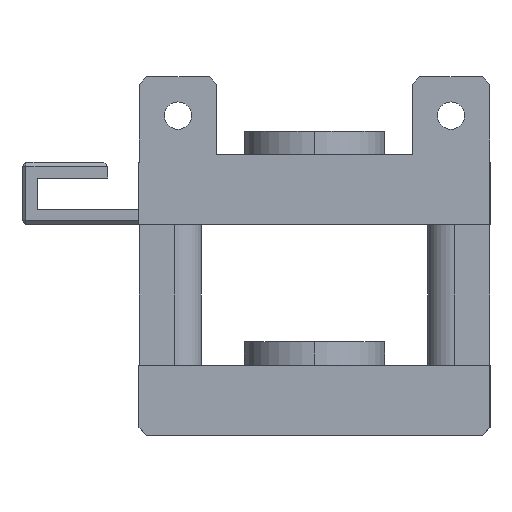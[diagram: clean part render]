
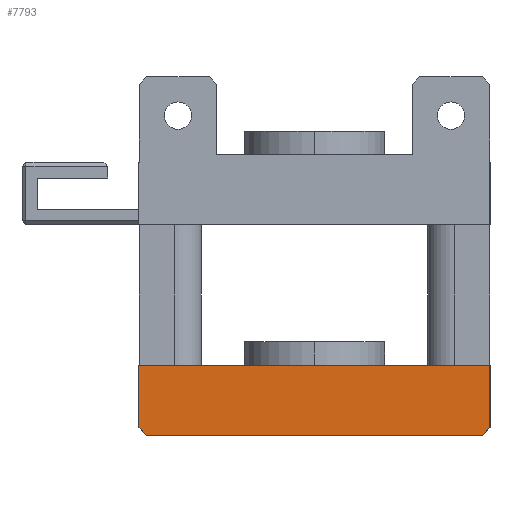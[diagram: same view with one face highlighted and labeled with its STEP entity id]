
A CAD part, left-side view. The second image highlights one B-rep face of the part: STEP entity #7793.
In plain terms, the highlighted planar face has unit normal (-1, 0, 0).
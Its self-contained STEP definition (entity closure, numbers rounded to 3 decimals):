
#257 = DIRECTION ( 'NONE',  ( 0., 0., -1. ) ) ;
#323 = CARTESIAN_POINT ( 'NONE',  ( 75.048, 147.076, 113.089 ) ) ;
#373 = LINE ( 'NONE', #323, #4458 ) ;
#635 = ORIENTED_EDGE ( 'NONE', *, *, #3784, .T. ) ;
#699 = CARTESIAN_POINT ( 'NONE',  ( 75.048, 169.576, 122.089 ) ) ;
#856 = CARTESIAN_POINT ( 'NONE',  ( 75.048, 168.576, 113.089 ) ) ;
#1399 = CARTESIAN_POINT ( 'NONE',  ( 75.048, 125.576, 113.089 ) ) ;
#1482 = ORIENTED_EDGE ( 'NONE', *, *, #2959, .T. ) ;
#1547 = EDGE_LOOP ( 'NONE', ( #4055, #7873, #2407, #8746, #1482, #635 ) ) ;
#2024 = LINE ( 'NONE', #6324, #7709 ) ;
#2298 = CARTESIAN_POINT ( 'NONE',  ( 75.048, 124.576, 114.089 ) ) ;
#2370 = DIRECTION ( 'NONE',  ( 1., 0., 0. ) ) ;
#2400 = VERTEX_POINT ( 'NONE', #2298 ) ;
#2407 = ORIENTED_EDGE ( 'NONE', *, *, #2564, .F. ) ;
#2564 = EDGE_CURVE ( 'NONE', #5829, #2400, #2024, .T. ) ;
#2629 = CARTESIAN_POINT ( 'NONE',  ( 75.048, 124.576, 114.089 ) ) ;
#2719 = VECTOR ( 'NONE', #3377, 1000. ) ;
#2959 = EDGE_CURVE ( 'NONE', #3087, #5558, #4222, .T. ) ;
#3058 = CARTESIAN_POINT ( 'NONE',  ( 75.048, 168.576, 113.089 ) ) ;
#3087 = VERTEX_POINT ( 'NONE', #6109 ) ;
#3142 = EDGE_CURVE ( 'NONE', #5380, #5731, #373, .T. ) ;
#3294 = CARTESIAN_POINT ( 'NONE',  ( 75.048, 169.576, 114.089 ) ) ;
#3377 = DIRECTION ( 'NONE',  ( 0., -0.707, 0.707 ) ) ;
#3421 = LINE ( 'NONE', #2629, #2719 ) ;
#3513 = DIRECTION ( 'NONE',  ( 0., 0., -1. ) ) ;
#3767 = FACE_OUTER_BOUND ( 'NONE', #1547, .T. ) ;
#3784 = EDGE_CURVE ( 'NONE', #5558, #5380, #5027, .T. ) ;
#4055 = ORIENTED_EDGE ( 'NONE', *, *, #3142, .T. ) ;
#4222 = LINE ( 'NONE', #699, #4901 ) ;
#4458 = VECTOR ( 'NONE', #4632, 1000. ) ;
#4517 = PLANE ( 'NONE',  #7028 ) ;
#4632 = DIRECTION ( 'NONE',  ( 0., -1., 0. ) ) ;
#4901 = VECTOR ( 'NONE', #3513, 1000. ) ;
#5027 = LINE ( 'NONE', #856, #6387 ) ;
#5380 = VERTEX_POINT ( 'NONE', #3058 ) ;
#5558 = VERTEX_POINT ( 'NONE', #3294 ) ;
#5731 = VERTEX_POINT ( 'NONE', #1399 ) ;
#5829 = VERTEX_POINT ( 'NONE', #5968 ) ;
#5968 = CARTESIAN_POINT ( 'NONE',  ( 75.048, 124.576, 122.089 ) ) ;
#6109 = CARTESIAN_POINT ( 'NONE',  ( 75.048, 169.576, 122.089 ) ) ;
#6279 = DIRECTION ( 'NONE',  ( 0., 0., -1. ) ) ;
#6324 = CARTESIAN_POINT ( 'NONE',  ( 75.048, 124.576, 122.089 ) ) ;
#6387 = VECTOR ( 'NONE', #7249, 1000. ) ;
#6493 = EDGE_CURVE ( 'NONE', #3087, #5829, #7630, .T. ) ;
#6601 = CARTESIAN_POINT ( 'NONE',  ( 75.048, 147.076, 122.089 ) ) ;
#7028 = AXIS2_PLACEMENT_3D ( 'NONE', #6601, #2370, #257 ) ;
#7068 = DIRECTION ( 'NONE',  ( 0., -1., 0. ) ) ;
#7249 = DIRECTION ( 'NONE',  ( 0., -0.707, -0.707 ) ) ;
#7337 = EDGE_CURVE ( 'NONE', #5731, #2400, #3421, .T. ) ;
#7630 = LINE ( 'NONE', #9155, #9104 ) ;
#7709 = VECTOR ( 'NONE', #6279, 1000. ) ;
#7793 = ADVANCED_FACE ( 'NONE', ( #3767 ), #4517, .F. ) ;
#7873 = ORIENTED_EDGE ( 'NONE', *, *, #7337, .T. ) ;
#8746 = ORIENTED_EDGE ( 'NONE', *, *, #6493, .F. ) ;
#9104 = VECTOR ( 'NONE', #7068, 1000. ) ;
#9155 = CARTESIAN_POINT ( 'NONE',  ( 75.048, 147.076, 122.089 ) ) ;
